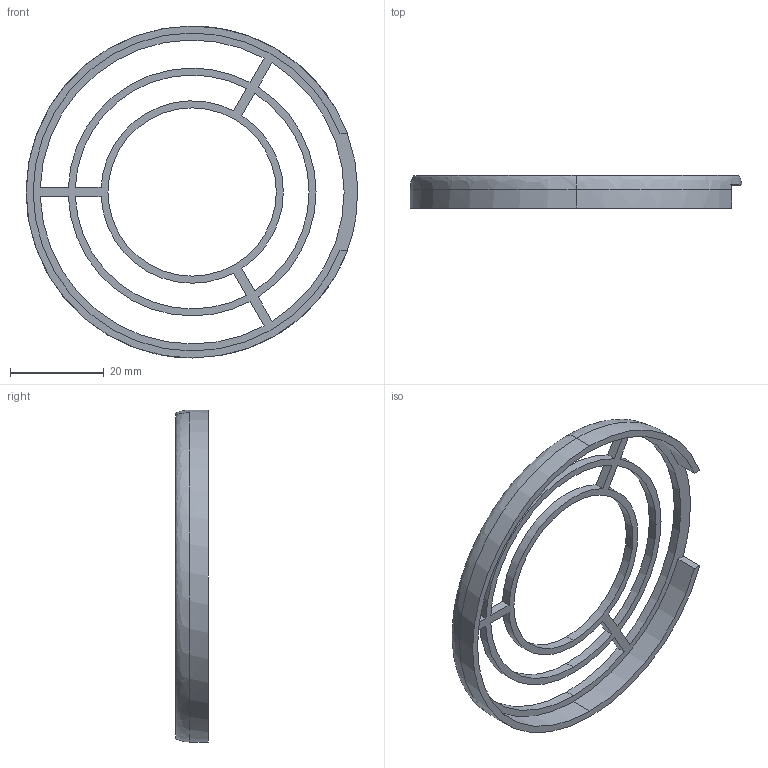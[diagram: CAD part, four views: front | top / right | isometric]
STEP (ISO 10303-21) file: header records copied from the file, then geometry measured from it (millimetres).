
FILE_DESCRIPTION (( 'STEP AP214' ), '1' );
FILE_NAME ('230427 Ñåòêà íèæíÿÿ MUR Thruster 1500.STEP', '2023-04-27T00:01:02', ( '' ), ( '' ), 'SwSTEP 2.0', 'SolidWorks 2018', '' );
FILE_SCHEMA (( 'AUTOMOTIVE_DESIGN' ));
Length unit declared in the file: millimetre
Products named in the file (1): 230427 Ñåòêà íèæíÿÿ MUR Thruster 1500
Bounding box: 70.94 x 7 x 71 mm (x, y, z)
Volume: 3562.1 mm3; surface area: 6114.4 mm2
Topology: 1 solids, 1 shells, 43 faces, 121 edges, 80 vertices
Faces by surface type: cylinder 24, plane 17, bspline 2
Entity records: 1967 total; most frequent: CARTESIAN_POINT 777, ORIENTED_EDGE 242, DIRECTION 240, EDGE_CURVE 121, AXIS2_PLACEMENT_3D 87, VERTEX_POINT 80, VECTOR 66, LINE 66
